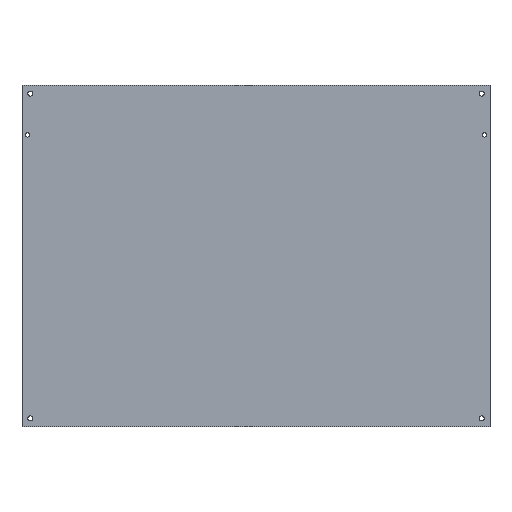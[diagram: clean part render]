
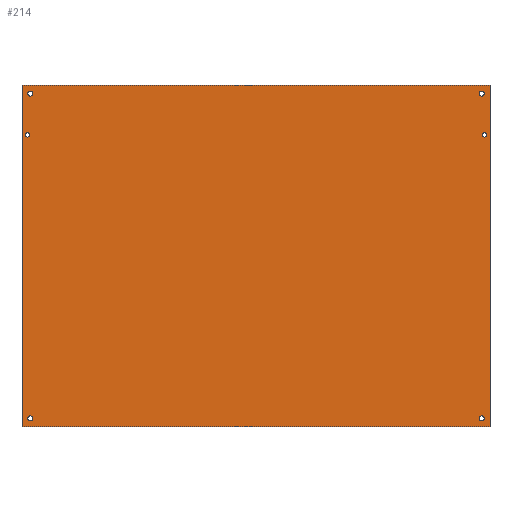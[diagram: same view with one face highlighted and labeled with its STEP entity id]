
A CAD part, front view. The second image highlights one B-rep face of the part: STEP entity #214.
In plain terms, the highlighted planar face has unit normal (0, -1, 0).
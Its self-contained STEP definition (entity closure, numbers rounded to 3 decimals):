
#11 = CARTESIAN_POINT ( 'NONE',  ( -205., -0.75, 5.25 ) ) ;
#18 = CARTESIAN_POINT ( 'NONE',  ( -205., -0.75, 9.75 ) ) ;
#27 = CARTESIAN_POINT ( 'NONE',  ( 205., -0.75, 7.5 ) ) ;
#30 = CARTESIAN_POINT ( 'NONE',  ( 207.5, -0.75, 263. ) ) ;
#32 = DIRECTION ( 'NONE',  ( 0., 1., 0. ) ) ;
#35 = FACE_OUTER_BOUND ( 'NONE', #552, .T. ) ;
#37 = DIRECTION ( 'NONE',  ( 0., 1., 0. ) ) ;
#43 = CARTESIAN_POINT ( 'NONE',  ( 205., -0.75, 302.5 ) ) ;
#58 = DIRECTION ( 'NONE',  ( 0., 0., 1. ) ) ;
#62 = CARTESIAN_POINT ( 'NONE',  ( -205., -0.75, 7.5 ) ) ;
#66 = CARTESIAN_POINT ( 'NONE',  ( -212.5, -0.75, 310. ) ) ;
#71 = DIRECTION ( 'NONE',  ( 0., 0., -1. ) ) ;
#84 = VERTEX_POINT ( 'NONE', #525 ) ;
#85 = EDGE_CURVE ( 'NONE', #437, #644, #692, .T. ) ;
#92 = FACE_BOUND ( 'NONE', #515, .T. ) ;
#93 = CARTESIAN_POINT ( 'NONE',  ( 205., -0.75, 302.5 ) ) ;
#95 = VERTEX_POINT ( 'NONE', #204 ) ;
#99 = EDGE_CURVE ( 'NONE', #600, #591, #403, .T. ) ;
#108 = VECTOR ( 'NONE', #438, 1000. ) ;
#109 = CARTESIAN_POINT ( 'NONE',  ( -212.5, -0.75, 310. ) ) ;
#110 = CIRCLE ( 'NONE', #233, 2.25 ) ;
#116 = DIRECTION ( 'NONE',  ( 1., 0., 0. ) ) ;
#119 = AXIS2_PLACEMENT_3D ( 'NONE', #502, #229, #392 ) ;
#121 = VERTEX_POINT ( 'NONE', #409 ) ;
#123 = EDGE_CURVE ( 'NONE', #644, #437, #616, .T. ) ;
#131 = LINE ( 'NONE', #291, #108 ) ;
#132 = DIRECTION ( 'NONE',  ( 0., 0., 1. ) ) ;
#137 = DIRECTION ( 'NONE',  ( 0., 1., 0. ) ) ;
#142 = DIRECTION ( 'NONE',  ( 0., 0., 1. ) ) ;
#146 = DIRECTION ( 'NONE',  ( 0., 1., 0. ) ) ;
#147 = CARTESIAN_POINT ( 'NONE',  ( -207.5, -0.75, 265. ) ) ;
#150 = EDGE_LOOP ( 'NONE', ( #348, #271 ) ) ;
#153 = AXIS2_PLACEMENT_3D ( 'NONE', #27, #349, #294 ) ;
#156 = EDGE_CURVE ( 'NONE', #591, #600, #647, .T. ) ;
#158 = ORIENTED_EDGE ( 'NONE', *, *, #693, .T. ) ;
#160 = ORIENTED_EDGE ( 'NONE', *, *, #311, .T. ) ;
#164 = AXIS2_PLACEMENT_3D ( 'NONE', #147, #146, #682 ) ;
#165 = LINE ( 'NONE', #382, #394 ) ;
#169 = DIRECTION ( 'NONE',  ( 0., 0., 1. ) ) ;
#172 = CIRCLE ( 'NONE', #277, 2.25 ) ;
#173 = AXIS2_PLACEMENT_3D ( 'NONE', #62, #482, #425 ) ;
#182 = FACE_BOUND ( 'NONE', #381, .T. ) ;
#191 = ORIENTED_EDGE ( 'NONE', *, *, #123, .T. ) ;
#192 = VERTEX_POINT ( 'NONE', #267 ) ;
#197 = CARTESIAN_POINT ( 'NONE',  ( 207.5, -0.75, 265. ) ) ;
#204 = CARTESIAN_POINT ( 'NONE',  ( 212.5, -0.75, 310. ) ) ;
#205 = FACE_BOUND ( 'NONE', #406, .T. ) ;
#206 = DIRECTION ( 'NONE',  ( 0., 1., 0. ) ) ;
#214 = ADVANCED_FACE ( 'NONE', ( #182, #395, #92, #379, #205, #236, #35 ), #376, .F. ) ;
#223 = LINE ( 'NONE', #533, #496 ) ;
#225 = ORIENTED_EDGE ( 'NONE', *, *, #246, .T. ) ;
#229 = DIRECTION ( 'NONE',  ( 0., 1., 0. ) ) ;
#233 = AXIS2_PLACEMENT_3D ( 'NONE', #386, #336, #169 ) ;
#235 = EDGE_CURVE ( 'NONE', #95, #192, #223, .T. ) ;
#236 = FACE_BOUND ( 'NONE', #300, .T. ) ;
#246 = EDGE_CURVE ( 'NONE', #504, #474, #598, .T. ) ;
#249 = DIRECTION ( 'NONE',  ( 0., 0., 1. ) ) ;
#267 = CARTESIAN_POINT ( 'NONE',  ( 212.5, -0.75, 0. ) ) ;
#271 = ORIENTED_EDGE ( 'NONE', *, *, #401, .T. ) ;
#276 = DIRECTION ( 'NONE',  ( 0., 1., 0. ) ) ;
#277 = AXIS2_PLACEMENT_3D ( 'NONE', #658, #618, #132 ) ;
#278 = CARTESIAN_POINT ( 'NONE',  ( -212.5, -0.75, 0. ) ) ;
#285 = CIRCLE ( 'NONE', #399, 2. ) ;
#287 = CARTESIAN_POINT ( 'NONE',  ( 205., -0.75, 304.75 ) ) ;
#289 = ORIENTED_EDGE ( 'NONE', *, *, #368, .T. ) ;
#291 = CARTESIAN_POINT ( 'NONE',  ( -212.5, -0.75, 310. ) ) ;
#294 = DIRECTION ( 'NONE',  ( 0., 0., 1. ) ) ;
#300 = EDGE_LOOP ( 'NONE', ( #500, #158 ) ) ;
#309 = DIRECTION ( 'NONE',  ( 0., 0., 1. ) ) ;
#311 = EDGE_CURVE ( 'NONE', #474, #504, #110, .T. ) ;
#322 = DIRECTION ( 'NONE',  ( 0., 0., -1. ) ) ;
#336 = DIRECTION ( 'NONE',  ( 0., 1., 0. ) ) ;
#341 = CARTESIAN_POINT ( 'NONE',  ( 205., -0.75, 5.25 ) ) ;
#346 = CARTESIAN_POINT ( 'NONE',  ( -207.5, -0.75, 263. ) ) ;
#348 = ORIENTED_EDGE ( 'NONE', *, *, #642, .T. ) ;
#349 = DIRECTION ( 'NONE',  ( 0., 1., 0. ) ) ;
#359 = CARTESIAN_POINT ( 'NONE',  ( -207.5, -0.75, 265. ) ) ;
#365 = ORIENTED_EDGE ( 'NONE', *, *, #418, .T. ) ;
#368 = EDGE_CURVE ( 'NONE', #414, #121, #165, .T. ) ;
#376 = PLANE ( 'NONE',  #548 ) ;
#379 = FACE_BOUND ( 'NONE', #150, .T. ) ;
#381 = EDGE_LOOP ( 'NONE', ( #225, #160 ) ) ;
#382 = CARTESIAN_POINT ( 'NONE',  ( -212.5, -0.75, 310. ) ) ;
#384 = EDGE_CURVE ( 'NONE', #571, #423, #557, .T. ) ;
#386 = CARTESIAN_POINT ( 'NONE',  ( -205., -0.75, 7.5 ) ) ;
#389 = ORIENTED_EDGE ( 'NONE', *, *, #532, .F. ) ;
#392 = DIRECTION ( 'NONE',  ( 0., 0., 1. ) ) ;
#393 = CARTESIAN_POINT ( 'NONE',  ( -207.5, -0.75, 267. ) ) ;
#394 = VECTOR ( 'NONE', #71, 1000. ) ;
#395 = FACE_BOUND ( 'NONE', #610, .T. ) ;
#399 = AXIS2_PLACEMENT_3D ( 'NONE', #197, #137, #249 ) ;
#401 = EDGE_CURVE ( 'NONE', #505, #84, #172, .T. ) ;
#403 = CIRCLE ( 'NONE', #164, 2. ) ;
#406 = EDGE_LOOP ( 'NONE', ( #685, #481 ) ) ;
#408 = CARTESIAN_POINT ( 'NONE',  ( 205., -0.75, 300.25 ) ) ;
#409 = CARTESIAN_POINT ( 'NONE',  ( -212.5, -0.75, 0. ) ) ;
#410 = DIRECTION ( 'NONE',  ( 0., 0., 1. ) ) ;
#414 = VERTEX_POINT ( 'NONE', #66 ) ;
#418 = EDGE_CURVE ( 'NONE', #121, #192, #660, .T. ) ;
#423 = VERTEX_POINT ( 'NONE', #663 ) ;
#424 = ORIENTED_EDGE ( 'NONE', *, *, #563, .T. ) ;
#425 = DIRECTION ( 'NONE',  ( 0., 0., 1. ) ) ;
#437 = VERTEX_POINT ( 'NONE', #287 ) ;
#438 = DIRECTION ( 'NONE',  ( 1., 0., 0. ) ) ;
#440 = CIRCLE ( 'NONE', #153, 2.25 ) ;
#458 = DIRECTION ( 'NONE',  ( 0., 1., 0. ) ) ;
#474 = VERTEX_POINT ( 'NONE', #11 ) ;
#477 = CIRCLE ( 'NONE', #534, 2. ) ;
#481 = ORIENTED_EDGE ( 'NONE', *, *, #99, .T. ) ;
#482 = DIRECTION ( 'NONE',  ( 0., 1., 0. ) ) ;
#483 = AXIS2_PLACEMENT_3D ( 'NONE', #359, #37, #410 ) ;
#495 = VECTOR ( 'NONE', #116, 1000. ) ;
#496 = VECTOR ( 'NONE', #322, 1000. ) ;
#500 = ORIENTED_EDGE ( 'NONE', *, *, #645, .T. ) ;
#502 = CARTESIAN_POINT ( 'NONE',  ( -205., -0.75, 302.5 ) ) ;
#504 = VERTEX_POINT ( 'NONE', #18 ) ;
#505 = VERTEX_POINT ( 'NONE', #341 ) ;
#507 = CARTESIAN_POINT ( 'NONE',  ( 207.5, -0.75, 265. ) ) ;
#510 = CARTESIAN_POINT ( 'NONE',  ( 207.5, -0.75, 267. ) ) ;
#515 = EDGE_LOOP ( 'NONE', ( #547, #191 ) ) ;
#525 = CARTESIAN_POINT ( 'NONE',  ( 205., -0.75, 9.75 ) ) ;
#532 = EDGE_CURVE ( 'NONE', #414, #95, #131, .T. ) ;
#533 = CARTESIAN_POINT ( 'NONE',  ( 212.5, -0.75, 310. ) ) ;
#534 = AXIS2_PLACEMENT_3D ( 'NONE', #507, #32, #142 ) ;
#539 = AXIS2_PLACEMENT_3D ( 'NONE', #43, #206, #309 ) ;
#547 = ORIENTED_EDGE ( 'NONE', *, *, #85, .T. ) ;
#548 = AXIS2_PLACEMENT_3D ( 'NONE', #109, #595, #58 ) ;
#552 = EDGE_LOOP ( 'NONE', ( #365, #589, #389, #289 ) ) ;
#553 = CARTESIAN_POINT ( 'NONE',  ( -205., -0.75, 304.75 ) ) ;
#557 = CIRCLE ( 'NONE', #656, 2.25 ) ;
#563 = EDGE_CURVE ( 'NONE', #423, #571, #691, .T. ) ;
#571 = VERTEX_POINT ( 'NONE', #553 ) ;
#572 = AXIS2_PLACEMENT_3D ( 'NONE', #93, #458, #687 ) ;
#589 = ORIENTED_EDGE ( 'NONE', *, *, #235, .F. ) ;
#591 = VERTEX_POINT ( 'NONE', #393 ) ;
#595 = DIRECTION ( 'NONE',  ( 0., 1., 0. ) ) ;
#598 = CIRCLE ( 'NONE', #173, 2.25 ) ;
#600 = VERTEX_POINT ( 'NONE', #346 ) ;
#607 = CARTESIAN_POINT ( 'NONE',  ( -205., -0.75, 302.5 ) ) ;
#610 = EDGE_LOOP ( 'NONE', ( #662, #424 ) ) ;
#616 = CIRCLE ( 'NONE', #539, 2.25 ) ;
#618 = DIRECTION ( 'NONE',  ( 0., 1., 0. ) ) ;
#642 = EDGE_CURVE ( 'NONE', #84, #505, #440, .T. ) ;
#644 = VERTEX_POINT ( 'NONE', #408 ) ;
#645 = EDGE_CURVE ( 'NONE', #655, #676, #477, .T. ) ;
#647 = CIRCLE ( 'NONE', #483, 2. ) ;
#655 = VERTEX_POINT ( 'NONE', #510 ) ;
#656 = AXIS2_PLACEMENT_3D ( 'NONE', #607, #276, #657 ) ;
#657 = DIRECTION ( 'NONE',  ( 0., 0., 1. ) ) ;
#658 = CARTESIAN_POINT ( 'NONE',  ( 205., -0.75, 7.5 ) ) ;
#660 = LINE ( 'NONE', #278, #495 ) ;
#662 = ORIENTED_EDGE ( 'NONE', *, *, #384, .T. ) ;
#663 = CARTESIAN_POINT ( 'NONE',  ( -205., -0.75, 300.25 ) ) ;
#676 = VERTEX_POINT ( 'NONE', #30 ) ;
#682 = DIRECTION ( 'NONE',  ( 0., 0., 1. ) ) ;
#685 = ORIENTED_EDGE ( 'NONE', *, *, #156, .T. ) ;
#687 = DIRECTION ( 'NONE',  ( 0., 0., 1. ) ) ;
#691 = CIRCLE ( 'NONE', #119, 2.25 ) ;
#692 = CIRCLE ( 'NONE', #572, 2.25 ) ;
#693 = EDGE_CURVE ( 'NONE', #676, #655, #285, .T. ) ;
